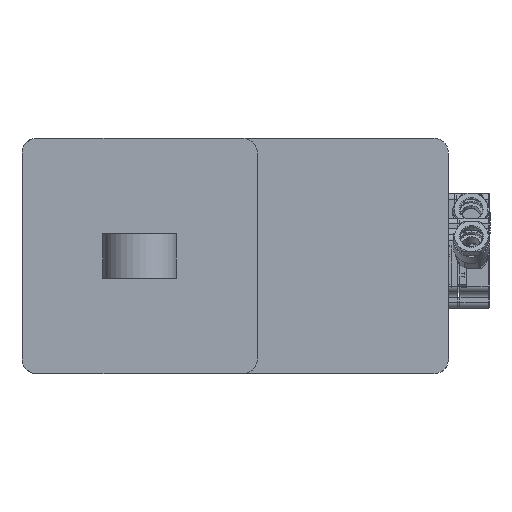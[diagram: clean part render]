
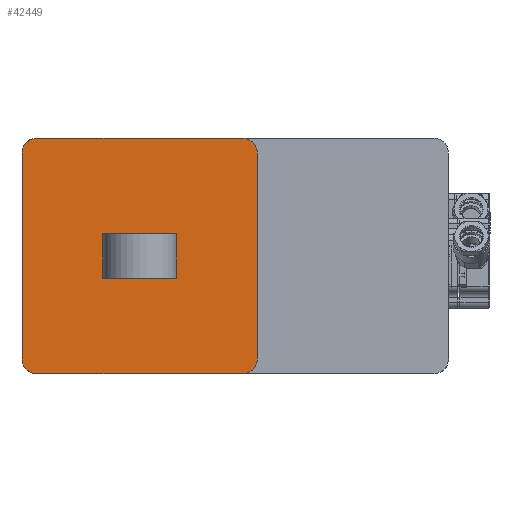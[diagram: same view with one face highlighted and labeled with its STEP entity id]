
A CAD part, front view. The second image highlights one B-rep face of the part: STEP entity #42449.
In plain terms, the highlighted face is planar.
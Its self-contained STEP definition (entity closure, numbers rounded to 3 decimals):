
#596 = VERTEX_POINT ( 'NONE', #29370 ) ;
#1389 = CARTESIAN_POINT ( 'NONE',  ( 40., -40., 10. ) ) ;
#1696 = DIRECTION ( 'NONE',  ( 0., 0., -1. ) ) ;
#2052 = FACE_BOUND ( 'NONE', #71243, .T. ) ;
#2197 = CARTESIAN_POINT ( 'NONE',  ( -35., 40., 10. ) ) ;
#2361 = CIRCLE ( 'NONE', #44631, 5. ) ;
#2717 = DIRECTION ( 'NONE',  ( 1., 0., 0. ) ) ;
#3189 = EDGE_CURVE ( 'NONE', #11003, #27202, #29764, .T. ) ;
#3482 = AXIS2_PLACEMENT_3D ( 'NONE', #69654, #1696, #36198 ) ;
#3756 = ORIENTED_EDGE ( 'NONE', *, *, #57451, .T. ) ;
#5013 = DIRECTION ( 'NONE',  ( 0., 0., 1. ) ) ;
#5775 = VERTEX_POINT ( 'NONE', #26721 ) ;
#7093 = CARTESIAN_POINT ( 'NONE',  ( 40., 35., 10. ) ) ;
#7144 = CARTESIAN_POINT ( 'NONE',  ( -7.5, -12.5, 10. ) ) ;
#7461 = ORIENTED_EDGE ( 'NONE', *, *, #9654, .T. ) ;
#8062 = VECTOR ( 'NONE', #2717, 1000. ) ;
#8235 = CIRCLE ( 'NONE', #50425, 5. ) ;
#9654 = EDGE_CURVE ( 'NONE', #5775, #69258, #55930, .T. ) ;
#9826 = CARTESIAN_POINT ( 'NONE',  ( -7.5, -12.5, 10. ) ) ;
#11003 = VERTEX_POINT ( 'NONE', #47286 ) ;
#11206 = VERTEX_POINT ( 'NONE', #53870 ) ;
#12258 = CARTESIAN_POINT ( 'NONE',  ( 7.5, 12.5, 10. ) ) ;
#13401 = EDGE_LOOP ( 'NONE', ( #45748, #58689, #23345, #65060, #30778, #17994, #7461, #3756 ) ) ;
#13821 = EDGE_CURVE ( 'NONE', #11206, #20246, #45136, .T. ) ;
#14324 = CIRCLE ( 'NONE', #50678, 5. ) ;
#16149 = EDGE_CURVE ( 'NONE', #27202, #32688, #35030, .T. ) ;
#17528 = DIRECTION ( 'NONE',  ( -1., 0., 0. ) ) ;
#17994 = ORIENTED_EDGE ( 'NONE', *, *, #23835, .T. ) ;
#20246 = VERTEX_POINT ( 'NONE', #7093 ) ;
#22029 = ORIENTED_EDGE ( 'NONE', *, *, #27804, .F. ) ;
#22137 = VERTEX_POINT ( 'NONE', #27520 ) ;
#23345 = ORIENTED_EDGE ( 'NONE', *, *, #13821, .T. ) ;
#23587 = CARTESIAN_POINT ( 'NONE',  ( -40., 40., 10. ) ) ;
#23835 = EDGE_CURVE ( 'NONE', #67760, #5775, #14324, .T. ) ;
#23989 = LINE ( 'NONE', #12258, #48327 ) ;
#24437 = EDGE_CURVE ( 'NONE', #55050, #11206, #27263, .T. ) ;
#24875 = CARTESIAN_POINT ( 'NONE',  ( 35., -35., 10. ) ) ;
#26721 = CARTESIAN_POINT ( 'NONE',  ( -40., 35., 10. ) ) ;
#26903 = CARTESIAN_POINT ( 'NONE',  ( 35., -40., 10. ) ) ;
#27202 = VERTEX_POINT ( 'NONE', #9826 ) ;
#27263 = CIRCLE ( 'NONE', #51893, 5. ) ;
#27520 = CARTESIAN_POINT ( 'NONE',  ( -35., -40., 10. ) ) ;
#27662 = DIRECTION ( 'NONE',  ( 0., -1., 0. ) ) ;
#27804 = EDGE_CURVE ( 'NONE', #32688, #596, #23989, .T. ) ;
#29370 = CARTESIAN_POINT ( 'NONE',  ( 7.5, 12.5, 10. ) ) ;
#29764 = LINE ( 'NONE', #39731, #34173 ) ;
#30400 = DIRECTION ( 'NONE',  ( 0., 1., 0. ) ) ;
#30778 = ORIENTED_EDGE ( 'NONE', *, *, #32126, .T. ) ;
#30801 = DIRECTION ( 'NONE',  ( 0., 0., 1. ) ) ;
#32126 = EDGE_CURVE ( 'NONE', #34155, #67760, #56454, .T. ) ;
#32180 = CARTESIAN_POINT ( 'NONE',  ( 35., 35., 10. ) ) ;
#32688 = VERTEX_POINT ( 'NONE', #42298 ) ;
#32812 = CARTESIAN_POINT ( 'NONE',  ( -35., 35., 10. ) ) ;
#33085 = CARTESIAN_POINT ( 'NONE',  ( 35., 40., 10. ) ) ;
#33487 = LINE ( 'NONE', #54804, #67911 ) ;
#33822 = DIRECTION ( 'NONE',  ( 0., -1., 0. ) ) ;
#34155 = VERTEX_POINT ( 'NONE', #33085 ) ;
#34173 = VECTOR ( 'NONE', #33822, 1000. ) ;
#34395 = CARTESIAN_POINT ( 'NONE',  ( 40., 40., 10. ) ) ;
#35030 = LINE ( 'NONE', #7144, #8062 ) ;
#36198 = DIRECTION ( 'NONE',  ( -1., 0., 0. ) ) ;
#37909 = ORIENTED_EDGE ( 'NONE', *, *, #16149, .F. ) ;
#39731 = CARTESIAN_POINT ( 'NONE',  ( -7.5, 12.5, 10. ) ) ;
#41267 = DIRECTION ( 'NONE',  ( 0., 1., 0. ) ) ;
#41334 = VECTOR ( 'NONE', #56493, 1000. ) ;
#41888 = EDGE_CURVE ( 'NONE', #596, #11003, #33487, .T. ) ;
#42187 = VECTOR ( 'NONE', #17528, 1000. ) ;
#42298 = CARTESIAN_POINT ( 'NONE',  ( 7.5, -12.5, 10. ) ) ;
#42449 = ADVANCED_FACE ( 'NONE', ( #57525, #2052 ), #68901, .F. ) ;
#43822 = ORIENTED_EDGE ( 'NONE', *, *, #41888, .F. ) ;
#44297 = DIRECTION ( 'NONE',  ( -1., 0., 0. ) ) ;
#44618 = ORIENTED_EDGE ( 'NONE', *, *, #3189, .F. ) ;
#44631 = AXIS2_PLACEMENT_3D ( 'NONE', #32180, #5013, #44297 ) ;
#45136 = LINE ( 'NONE', #53901, #46799 ) ;
#45748 = ORIENTED_EDGE ( 'NONE', *, *, #47284, .T. ) ;
#46799 = VECTOR ( 'NONE', #30400, 1000. ) ;
#47284 = EDGE_CURVE ( 'NONE', #22137, #55050, #68957, .T. ) ;
#47286 = CARTESIAN_POINT ( 'NONE',  ( -7.5, 12.5, 10. ) ) ;
#47643 = DIRECTION ( 'NONE',  ( -1., 0., 0. ) ) ;
#48327 = VECTOR ( 'NONE', #41267, 1000. ) ;
#50425 = AXIS2_PLACEMENT_3D ( 'NONE', #58726, #30801, #53219 ) ;
#50678 = AXIS2_PLACEMENT_3D ( 'NONE', #32812, #55582, #60020 ) ;
#51893 = AXIS2_PLACEMENT_3D ( 'NONE', #24875, #64159, #47643 ) ;
#53219 = DIRECTION ( 'NONE',  ( -1., 0., 0. ) ) ;
#53870 = CARTESIAN_POINT ( 'NONE',  ( 40., -35., 10. ) ) ;
#53901 = CARTESIAN_POINT ( 'NONE',  ( 40., 40., 10. ) ) ;
#54804 = CARTESIAN_POINT ( 'NONE',  ( -7.5, 12.5, 10. ) ) ;
#55050 = VERTEX_POINT ( 'NONE', #26903 ) ;
#55182 = DIRECTION ( 'NONE',  ( -1., 0., 0. ) ) ;
#55582 = DIRECTION ( 'NONE',  ( 0., 0., 1. ) ) ;
#55930 = LINE ( 'NONE', #23587, #61871 ) ;
#56454 = LINE ( 'NONE', #34395, #42187 ) ;
#56493 = DIRECTION ( 'NONE',  ( 1., 0., 0. ) ) ;
#57451 = EDGE_CURVE ( 'NONE', #69258, #22137, #8235, .T. ) ;
#57525 = FACE_OUTER_BOUND ( 'NONE', #13401, .T. ) ;
#58689 = ORIENTED_EDGE ( 'NONE', *, *, #24437, .T. ) ;
#58726 = CARTESIAN_POINT ( 'NONE',  ( -35., -35., 10. ) ) ;
#59250 = EDGE_CURVE ( 'NONE', #20246, #34155, #2361, .T. ) ;
#60020 = DIRECTION ( 'NONE',  ( -1., 0., 0. ) ) ;
#61871 = VECTOR ( 'NONE', #27662, 1000. ) ;
#64159 = DIRECTION ( 'NONE',  ( 0., 0., 1. ) ) ;
#65060 = ORIENTED_EDGE ( 'NONE', *, *, #59250, .T. ) ;
#67760 = VERTEX_POINT ( 'NONE', #2197 ) ;
#67911 = VECTOR ( 'NONE', #55182, 1000. ) ;
#68901 = PLANE ( 'NONE',  #3482 ) ;
#68957 = LINE ( 'NONE', #1389, #41334 ) ;
#69258 = VERTEX_POINT ( 'NONE', #71690 ) ;
#69654 = CARTESIAN_POINT ( 'NONE',  ( 0., 0., 10. ) ) ;
#71243 = EDGE_LOOP ( 'NONE', ( #44618, #43822, #22029, #37909 ) ) ;
#71690 = CARTESIAN_POINT ( 'NONE',  ( -40., -35., 10. ) ) ;
